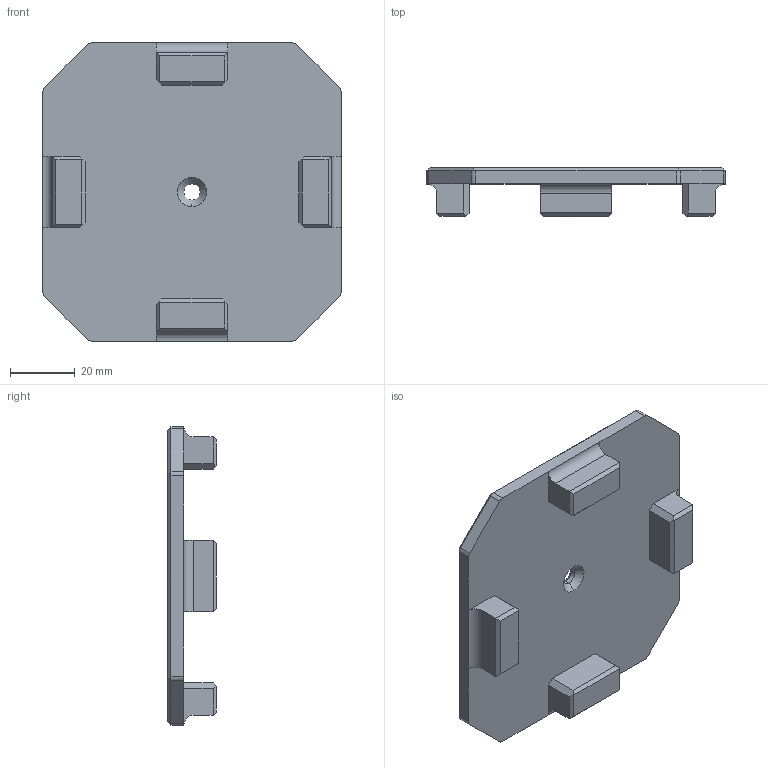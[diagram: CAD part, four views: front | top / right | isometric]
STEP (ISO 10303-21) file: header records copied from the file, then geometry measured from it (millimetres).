
FILE_DESCRIPTION (( 'STEP AP214' ), '1' );
FILE_NAME ('盉 0000 5004-3.STEP', '2020-12-12T11:17:28', ( '' ), ( '' ), 'SwSTEP 2.0', 'SolidWorks 2018', '' );
FILE_SCHEMA (( 'AUTOMOTIVE_DESIGN' ));
Length unit declared in the file: millimetre
Products named in the file (1): 盉 0000 5004-3
Bounding box: 92 x 15 x 92 mm (x, y, z)
Volume: 48710.2 mm3; surface area: 19844 mm2
Topology: 1 solids, 1 shells, 80 faces, 214 edges, 136 vertices
Faces by surface type: plane 62, cylinder 14, cone 4
Entity records: 2480 total; most frequent: CARTESIAN_POINT 479, ORIENTED_EDGE 428, DIRECTION 384, EDGE_CURVE 214, LINE 174, VECTOR 174, VERTEX_POINT 136, AXIS2_PLACEMENT_3D 105
